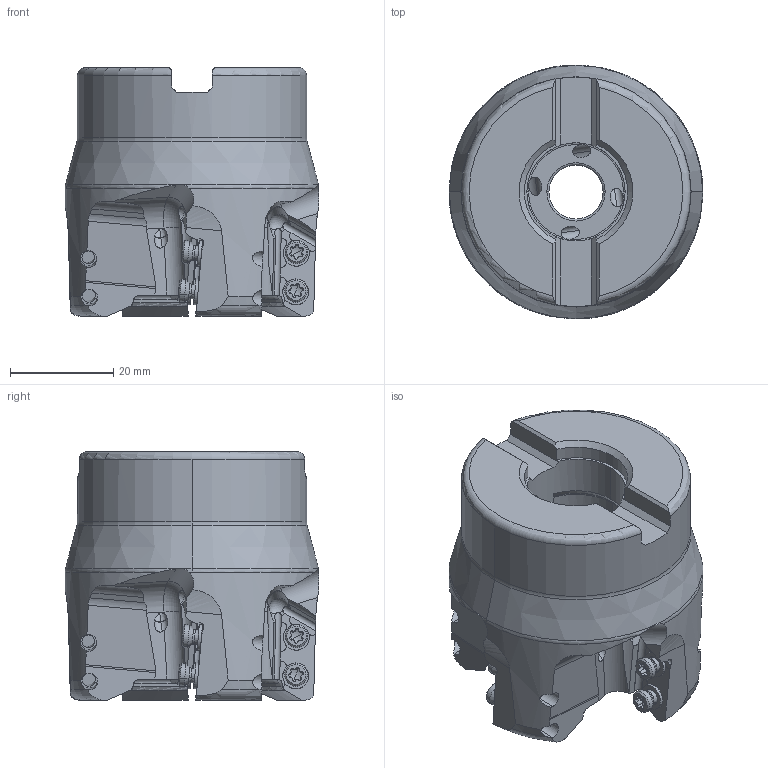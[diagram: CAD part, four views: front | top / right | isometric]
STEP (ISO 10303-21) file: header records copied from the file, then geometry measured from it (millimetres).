
FILE_DESCRIPTION(/* description */ (''),/* implementation_level */ '2;1');
FILE_NAME(/* name */ 'AXD4000AUR2_0004AAD.stp',/* time_stamp */ '2020-04-06T15:41:56+09:00',/* author */ (''),/* organization */ (''),/* preprocessor_version */ 'ST-DEVELOPER v16',/* originating_system */ 'SIEMENS PLM Software NX 10.0',/* authorisation */ '');
FILE_SCHEMA (('AUTOMOTIVE_DESIGN { 1 0 10303 214 3 1 1 1 }'));
Length unit declared in the file: millimetre
Products named in the file (1): AXD4000AUR2_0004AAD_ASM
Bounding box: 49.25 x 49.25 x 48.23 mm (x, y, z)
Volume: 55900.2 mm3; surface area: 15013.3 mm2
Topology: 9 solids, 9 shells, 602 faces, 1697 edges, 1101 vertices
Faces by surface type: cylinder 200, plane 144, extrusion 96, cone 89, torus 49, sphere 24
Entity records: 28385 total; most frequent: CARTESIAN_POINT 12975, ORIENTED_EDGE 3346, DIRECTION 2984, EDGE_CURVE 1673, AXIS2_PLACEMENT_3D 1187, VERTEX_POINT 1094, EDGE_LOOP 633, B_SPLINE_CURVE_WITH_KNOTS 610
